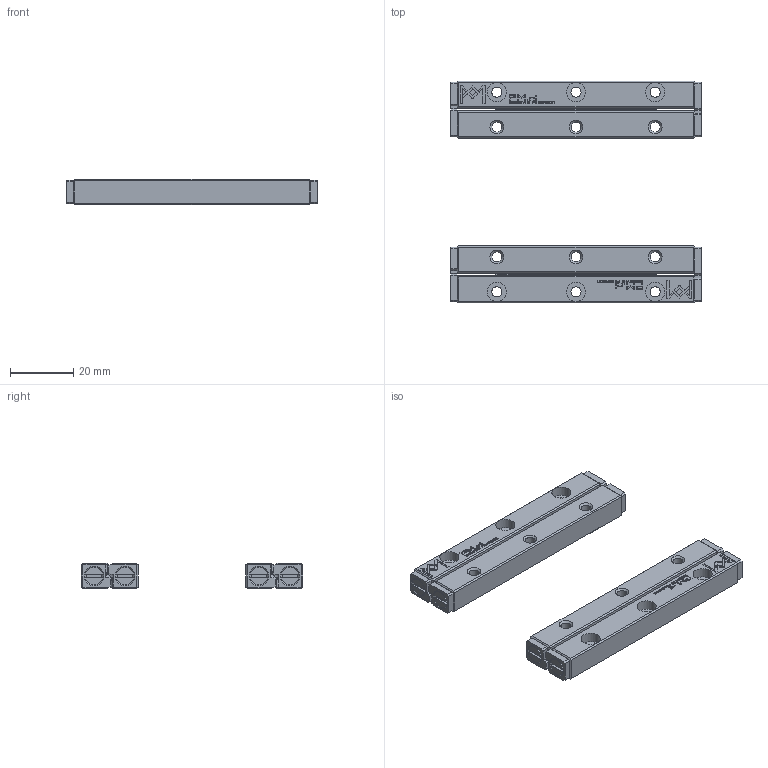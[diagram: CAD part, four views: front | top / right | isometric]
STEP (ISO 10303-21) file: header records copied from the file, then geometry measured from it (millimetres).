
FILE_DESCRIPTION(/* description */ (''),/* implementation_level */ '2;1');
FILE_NAME(/* name */ 'Set RSDE-3075x15KRE_stp_stp.stp',/* time_stamp */ '2025-05-27T14:52:12+02:00',/* author */ (''),/* organization */ (''),/* preprocessor_version */ 'ST-DEVELOPER v16.7',/* originating_system */ 'SIEMENS PLM Software NX 12.0',/* authorisation */ '');
FILE_SCHEMA (('AUTOMOTIVE_DESIGN { 1 0 10303 214 3 1 1 1 }'));
Products named in the file (1): Set RSDE-3075x15KRE_stp_stp
Bounding box: 79.1 x 70 x 8 mm (x, y, z)
Volume: 19315 mm3; surface area: 17326.7 mm2
Topology: 54 solids, 54 shells, 2766 faces, 7452 edges, 4910 vertices
Faces by surface type: plane 1388, cylinder 642, bspline 360, torus 316, cone 60
Full cylindrical faces by diameter (mm): 0.45 x128, 2 x32, 2.6 x8, 3 x38, 3.2 x28, 6 x12
Entity records: 96100 total; most frequent: CARTESIAN_POINT 21329, ORIENTED_EDGE 13848, DIRECTION 12766, EDGE_CURVE 6924, VERTEX_POINT 4756, AXIS2_PLACEMENT_3D 4371, LINE 4024, VECTOR 4024
